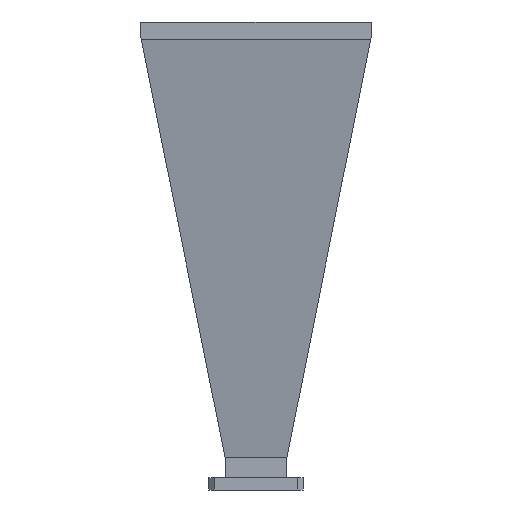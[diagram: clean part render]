
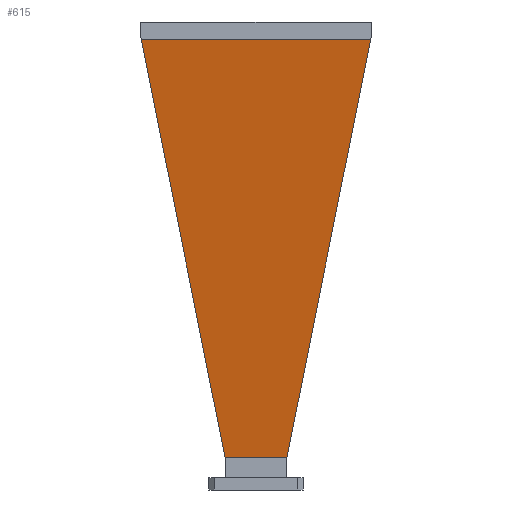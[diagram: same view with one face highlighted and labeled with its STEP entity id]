
A CAD part, left-side view. The second image highlights one B-rep face of the part: STEP entity #615.
In plain terms, the highlighted planar face has unit normal (-0.987, 0, -0.159).
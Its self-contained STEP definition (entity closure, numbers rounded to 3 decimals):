
#63 = DIRECTION ( 'NONE',  ( -0.159, 0., 0.987 ) ) ;
#75 = ORIENTED_EDGE ( 'NONE', *, *, #1007, .T. ) ;
#78 = VERTEX_POINT ( 'NONE', #146 ) ;
#87 = CARTESIAN_POINT ( 'NONE',  ( -6.95, -10.911, 49.76 ) ) ;
#95 = CARTESIAN_POINT ( 'NONE',  ( -30.698, 40.444, 197.046 ) ) ;
#113 = VECTOR ( 'NONE', #307, 1000. ) ;
#146 = CARTESIAN_POINT ( 'NONE',  ( -6.95, 10.911, 49.76 ) ) ;
#194 = CARTESIAN_POINT ( 'NONE',  ( -30.698, 40.444, 197.046 ) ) ;
#297 = CARTESIAN_POINT ( 'NONE',  ( -30.698, -40.444, 197.046 ) ) ;
#307 = DIRECTION ( 'NONE',  ( 0., -1., 0. ) ) ;
#311 = DIRECTION ( 'NONE',  ( -0.987, 0., -0.159 ) ) ;
#415 = PLANE ( 'NONE',  #704 ) ;
#437 = DIRECTION ( 'NONE',  ( -0.156, -0.194, 0.968 ) ) ;
#608 = EDGE_CURVE ( 'NONE', #1036, #78, #856, .T. ) ;
#615 = ADVANCED_FACE ( 'NONE', ( #1067 ), #415, .T. ) ;
#624 = LINE ( 'NONE', #1261, #1316 ) ;
#646 = CARTESIAN_POINT ( 'NONE',  ( -19.266, 0., 126.147 ) ) ;
#704 = AXIS2_PLACEMENT_3D ( 'NONE', #646, #311, #63 ) ;
#708 = VERTEX_POINT ( 'NONE', #297 ) ;
#719 = ORIENTED_EDGE ( 'NONE', *, *, #608, .T. ) ;
#763 = EDGE_LOOP ( 'NONE', ( #75, #1109, #816, #719 ) ) ;
#816 = ORIENTED_EDGE ( 'NONE', *, *, #924, .T. ) ;
#839 = DIRECTION ( 'NONE',  ( 0., 1., 0. ) ) ;
#856 = LINE ( 'NONE', #194, #1141 ) ;
#861 = CARTESIAN_POINT ( 'NONE',  ( -6.95, -10.911, 49.76 ) ) ;
#924 = EDGE_CURVE ( 'NONE', #708, #1036, #624, .T. ) ;
#982 = CARTESIAN_POINT ( 'NONE',  ( -6.95, 0., 49.76 ) ) ;
#1007 = EDGE_CURVE ( 'NONE', #78, #1139, #1408, .T. ) ;
#1012 = EDGE_CURVE ( 'NONE', #1139, #708, #1302, .T. ) ;
#1036 = VERTEX_POINT ( 'NONE', #95 ) ;
#1067 = FACE_OUTER_BOUND ( 'NONE', #763, .T. ) ;
#1109 = ORIENTED_EDGE ( 'NONE', *, *, #1012, .T. ) ;
#1139 = VERTEX_POINT ( 'NONE', #861 ) ;
#1141 = VECTOR ( 'NONE', #1271, 1000. ) ;
#1261 = CARTESIAN_POINT ( 'NONE',  ( -30.698, 0., 197.046 ) ) ;
#1271 = DIRECTION ( 'NONE',  ( 0.156, -0.194, -0.968 ) ) ;
#1302 = LINE ( 'NONE', #87, #1422 ) ;
#1316 = VECTOR ( 'NONE', #839, 1000. ) ;
#1408 = LINE ( 'NONE', #982, #113 ) ;
#1422 = VECTOR ( 'NONE', #437, 1000. ) ;
